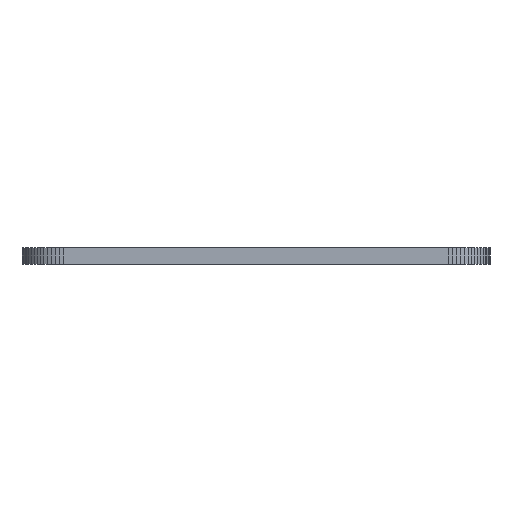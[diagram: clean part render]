
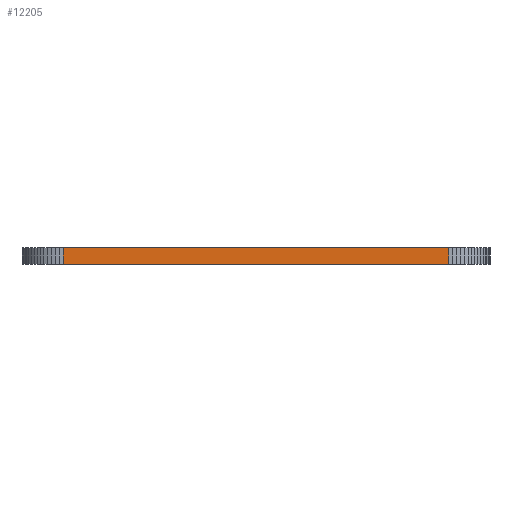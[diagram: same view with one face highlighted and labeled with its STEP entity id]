
A CAD part, left-side view. The second image highlights one B-rep face of the part: STEP entity #12205.
In plain terms, the highlighted planar face has unit normal (-1, 0, 0).
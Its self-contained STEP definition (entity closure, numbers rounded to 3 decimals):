
#90 = PLANE('',#91);
#91 = AXIS2_PLACEMENT_3D('',#92,#93,#94);
#92 = CARTESIAN_POINT('',(121.539,-99.314,1.6));
#93 = DIRECTION('',(-0.,-0.,-1.));
#94 = DIRECTION('',(-1.,0.,0.));
#144 = PLANE('',#145);
#145 = AXIS2_PLACEMENT_3D('',#146,#147,#148);
#146 = CARTESIAN_POINT('',(121.539,-99.314,0.));
#147 = DIRECTION('',(-0.,-0.,-1.));
#148 = DIRECTION('',(-1.,0.,0.));
#1597 = VERTEX_POINT('',#1598);
#1598 = CARTESIAN_POINT('',(101.6,-118.364,0.));
#1612 = PLANE('',#1613);
#1613 = AXIS2_PLACEMENT_3D('',#1614,#1615,#1616);
#1614 = CARTESIAN_POINT('',(101.62,-118.762,0.));
#1615 = DIRECTION('',(-0.999,-0.049,0.));
#1616 = DIRECTION('',(-0.049,0.999,0.));
#1624 = EDGE_CURVE('',#1597,#1625,#1627,.T.);
#1625 = VERTEX_POINT('',#1626);
#1626 = CARTESIAN_POINT('',(101.6,-80.264,0.));
#1627 = SURFACE_CURVE('',#1628,(#1632,#1639),.PCURVE_S1.);
#1628 = LINE('',#1629,#1630);
#1629 = CARTESIAN_POINT('',(101.6,-118.364,0.));
#1630 = VECTOR('',#1631,1.);
#1631 = DIRECTION('',(0.,1.,0.));
#1632 = PCURVE('',#144,#1633);
#1633 = DEFINITIONAL_REPRESENTATION('',(#1634),#1638);
#1634 = LINE('',#1635,#1636);
#1635 = CARTESIAN_POINT('',(19.939,-19.05));
#1636 = VECTOR('',#1637,1.);
#1637 = DIRECTION('',(0.,1.));
#1638 = ( GEOMETRIC_REPRESENTATION_CONTEXT(2) 
PARAMETRIC_REPRESENTATION_CONTEXT() REPRESENTATION_CONTEXT('2D SPACE',''
  ) );
#1639 = PCURVE('',#1640,#1645);
#1640 = PLANE('',#1641);
#1641 = AXIS2_PLACEMENT_3D('',#1642,#1643,#1644);
#1642 = CARTESIAN_POINT('',(101.6,-118.364,0.));
#1643 = DIRECTION('',(-1.,0.,0.));
#1644 = DIRECTION('',(0.,1.,0.));
#1645 = DEFINITIONAL_REPRESENTATION('',(#1646),#1650);
#1646 = LINE('',#1647,#1648);
#1647 = CARTESIAN_POINT('',(0.,0.));
#1648 = VECTOR('',#1649,1.);
#1649 = DIRECTION('',(1.,0.));
#1650 = ( GEOMETRIC_REPRESENTATION_CONTEXT(2) 
PARAMETRIC_REPRESENTATION_CONTEXT() REPRESENTATION_CONTEXT('2D SPACE',''
  ) );
#1668 = PLANE('',#1669);
#1669 = AXIS2_PLACEMENT_3D('',#1670,#1671,#1672);
#1670 = CARTESIAN_POINT('',(101.6,-80.264,0.));
#1671 = DIRECTION('',(-0.999,0.049,0.));
#1672 = DIRECTION('',(0.049,0.999,0.));
#7387 = VERTEX_POINT('',#7388);
#7388 = CARTESIAN_POINT('',(101.6,-118.364,1.6));
#7409 = EDGE_CURVE('',#7387,#7410,#7412,.T.);
#7410 = VERTEX_POINT('',#7411);
#7411 = CARTESIAN_POINT('',(101.6,-80.264,1.6));
#7412 = SURFACE_CURVE('',#7413,(#7417,#7424),.PCURVE_S1.);
#7413 = LINE('',#7414,#7415);
#7414 = CARTESIAN_POINT('',(101.6,-118.364,1.6));
#7415 = VECTOR('',#7416,1.);
#7416 = DIRECTION('',(0.,1.,0.));
#7417 = PCURVE('',#90,#7418);
#7418 = DEFINITIONAL_REPRESENTATION('',(#7419),#7423);
#7419 = LINE('',#7420,#7421);
#7420 = CARTESIAN_POINT('',(19.939,-19.05));
#7421 = VECTOR('',#7422,1.);
#7422 = DIRECTION('',(0.,1.));
#7423 = ( GEOMETRIC_REPRESENTATION_CONTEXT(2) 
PARAMETRIC_REPRESENTATION_CONTEXT() REPRESENTATION_CONTEXT('2D SPACE',''
  ) );
#7424 = PCURVE('',#1640,#7425);
#7425 = DEFINITIONAL_REPRESENTATION('',(#7426),#7430);
#7426 = LINE('',#7427,#7428);
#7427 = CARTESIAN_POINT('',(0.,-1.6));
#7428 = VECTOR('',#7429,1.);
#7429 = DIRECTION('',(1.,0.));
#7430 = ( GEOMETRIC_REPRESENTATION_CONTEXT(2) 
PARAMETRIC_REPRESENTATION_CONTEXT() REPRESENTATION_CONTEXT('2D SPACE',''
  ) );
#12155 = EDGE_CURVE('',#1625,#7410,#12156,.T.);
#12156 = SURFACE_CURVE('',#12157,(#12161,#12168),.PCURVE_S1.);
#12157 = LINE('',#12158,#12159);
#12158 = CARTESIAN_POINT('',(101.6,-80.264,0.));
#12159 = VECTOR('',#12160,1.);
#12160 = DIRECTION('',(0.,0.,1.));
#12161 = PCURVE('',#1668,#12162);
#12162 = DEFINITIONAL_REPRESENTATION('',(#12163),#12167);
#12163 = LINE('',#12164,#12165);
#12164 = CARTESIAN_POINT('',(0.,0.));
#12165 = VECTOR('',#12166,1.);
#12166 = DIRECTION('',(0.,-1.));
#12167 = ( GEOMETRIC_REPRESENTATION_CONTEXT(2) 
PARAMETRIC_REPRESENTATION_CONTEXT() REPRESENTATION_CONTEXT('2D SPACE',''
  ) );
#12168 = PCURVE('',#1640,#12169);
#12169 = DEFINITIONAL_REPRESENTATION('',(#12170),#12174);
#12170 = LINE('',#12171,#12172);
#12171 = CARTESIAN_POINT('',(38.1,0.));
#12172 = VECTOR('',#12173,1.);
#12173 = DIRECTION('',(0.,-1.));
#12174 = ( GEOMETRIC_REPRESENTATION_CONTEXT(2) 
PARAMETRIC_REPRESENTATION_CONTEXT() REPRESENTATION_CONTEXT('2D SPACE',''
  ) );
#12205 = ADVANCED_FACE('',(#12206),#1640,.T.);
#12206 = FACE_BOUND('',#12207,.T.);
#12207 = EDGE_LOOP('',(#12208,#12229,#12230,#12231));
#12208 = ORIENTED_EDGE('',*,*,#12209,.T.);
#12209 = EDGE_CURVE('',#1597,#7387,#12210,.T.);
#12210 = SURFACE_CURVE('',#12211,(#12215,#12222),.PCURVE_S1.);
#12211 = LINE('',#12212,#12213);
#12212 = CARTESIAN_POINT('',(101.6,-118.364,0.));
#12213 = VECTOR('',#12214,1.);
#12214 = DIRECTION('',(0.,0.,1.));
#12215 = PCURVE('',#1640,#12216);
#12216 = DEFINITIONAL_REPRESENTATION('',(#12217),#12221);
#12217 = LINE('',#12218,#12219);
#12218 = CARTESIAN_POINT('',(0.,0.));
#12219 = VECTOR('',#12220,1.);
#12220 = DIRECTION('',(0.,-1.));
#12221 = ( GEOMETRIC_REPRESENTATION_CONTEXT(2) 
PARAMETRIC_REPRESENTATION_CONTEXT() REPRESENTATION_CONTEXT('2D SPACE',''
  ) );
#12222 = PCURVE('',#1612,#12223);
#12223 = DEFINITIONAL_REPRESENTATION('',(#12224),#12228);
#12224 = LINE('',#12225,#12226);
#12225 = CARTESIAN_POINT('',(0.399,0.));
#12226 = VECTOR('',#12227,1.);
#12227 = DIRECTION('',(0.,-1.));
#12228 = ( GEOMETRIC_REPRESENTATION_CONTEXT(2) 
PARAMETRIC_REPRESENTATION_CONTEXT() REPRESENTATION_CONTEXT('2D SPACE',''
  ) );
#12229 = ORIENTED_EDGE('',*,*,#7409,.T.);
#12230 = ORIENTED_EDGE('',*,*,#12155,.F.);
#12231 = ORIENTED_EDGE('',*,*,#1624,.F.);
